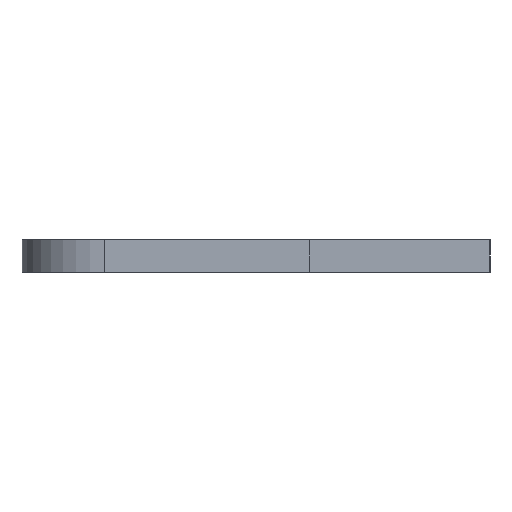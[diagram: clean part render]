
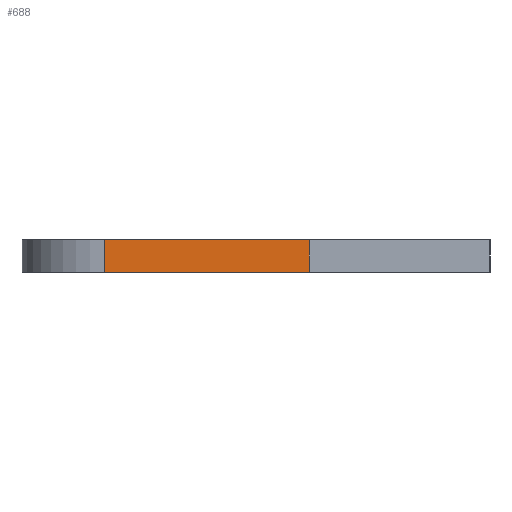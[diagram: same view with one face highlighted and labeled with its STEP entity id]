
A CAD part, left-side view. The second image highlights one B-rep face of the part: STEP entity #688.
In plain terms, the highlighted planar face has unit normal (-1, 0, 0).
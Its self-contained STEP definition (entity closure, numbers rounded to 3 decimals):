
#15 = AXIS2_PLACEMENT_3D ( 'NONE', #886, #653, #201 ) ;
#62 = LINE ( 'NONE', #1510, #1516 ) ;
#103 = LINE ( 'NONE', #512, #616 ) ;
#201 = DIRECTION ( 'NONE',  ( 0., 0., -1. ) ) ;
#214 = EDGE_CURVE ( 'NONE', #1117, #1375, #731, .T. ) ;
#222 = CARTESIAN_POINT ( 'NONE',  ( -41., 40., -2. ) ) ;
#226 = EDGE_CURVE ( 'NONE', #274, #760, #62, .T. ) ;
#236 = CARTESIAN_POINT ( 'NONE',  ( -41., 40., -18. ) ) ;
#262 = VECTOR ( 'NONE', #362, 1000. ) ;
#274 = VERTEX_POINT ( 'NONE', #699 ) ;
#355 = EDGE_CURVE ( 'NONE', #274, #1117, #103, .T. ) ;
#362 = DIRECTION ( 'NONE',  ( 0., 0., 1. ) ) ;
#474 = DIRECTION ( 'NONE',  ( 0., 1., 0. ) ) ;
#512 = CARTESIAN_POINT ( 'NONE',  ( -41., 15., -18. ) ) ;
#585 = LINE ( 'NONE', #236, #262 ) ;
#616 = VECTOR ( 'NONE', #852, 1000. ) ;
#653 = DIRECTION ( 'NONE',  ( 1., 0., 0. ) ) ;
#681 = DIRECTION ( 'NONE',  ( 0., 1., 0. ) ) ;
#687 = VECTOR ( 'NONE', #681, 1000. ) ;
#688 = ADVANCED_FACE ( 'NONE', ( #1397 ), #1373, .F. ) ;
#699 = CARTESIAN_POINT ( 'NONE',  ( -41., 15., -2. ) ) ;
#731 = LINE ( 'NONE', #1499, #687 ) ;
#760 = VERTEX_POINT ( 'NONE', #222 ) ;
#837 = ORIENTED_EDGE ( 'NONE', *, *, #355, .T. ) ;
#852 = DIRECTION ( 'NONE',  ( 0., 0., 1. ) ) ;
#873 = EDGE_CURVE ( 'NONE', #760, #1375, #585, .T. ) ;
#878 = ORIENTED_EDGE ( 'NONE', *, *, #214, .T. ) ;
#886 = CARTESIAN_POINT ( 'NONE',  ( -41., 40., -18. ) ) ;
#1086 = ORIENTED_EDGE ( 'NONE', *, *, #226, .F. ) ;
#1117 = VERTEX_POINT ( 'NONE', #1340 ) ;
#1131 = CARTESIAN_POINT ( 'NONE',  ( -41., 40., 2. ) ) ;
#1189 = ORIENTED_EDGE ( 'NONE', *, *, #873, .F. ) ;
#1270 = EDGE_LOOP ( 'NONE', ( #837, #878, #1189, #1086 ) ) ;
#1340 = CARTESIAN_POINT ( 'NONE',  ( -41., 15., 2. ) ) ;
#1373 = PLANE ( 'NONE',  #15 ) ;
#1375 = VERTEX_POINT ( 'NONE', #1131 ) ;
#1397 = FACE_OUTER_BOUND ( 'NONE', #1270, .T. ) ;
#1499 = CARTESIAN_POINT ( 'NONE',  ( -41., 40., 2. ) ) ;
#1510 = CARTESIAN_POINT ( 'NONE',  ( -41., 50., -2. ) ) ;
#1516 = VECTOR ( 'NONE', #474, 1000. ) ;
